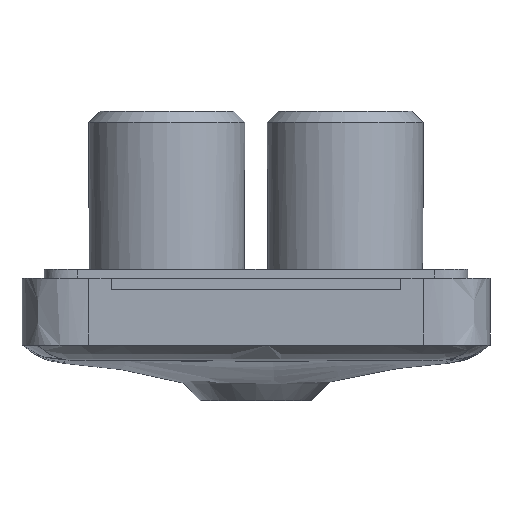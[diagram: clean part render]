
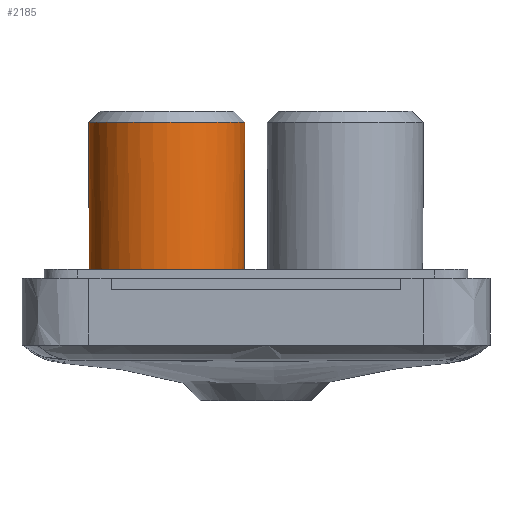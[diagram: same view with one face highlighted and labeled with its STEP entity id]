
A CAD part, left-side view. The second image highlights one B-rep face of the part: STEP entity #2185.
In plain terms, the highlighted cylindrical face has radius 0.35 mm (diameter 0.7 mm), a full revolution.
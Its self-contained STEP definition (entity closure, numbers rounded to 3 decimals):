
#124=LINE('',#4590,#318);
#125=LINE('',#4594,#319);
#126=LINE('',#4598,#320);
#127=LINE('',#4602,#321);
#318=VECTOR('',#2498,0.35);
#319=VECTOR('',#2501,10.);
#320=VECTOR('',#2504,10.);
#321=VECTOR('',#2507,10.);
#512=CYLINDRICAL_SURFACE('',#2341,0.35);
#539=FACE_OUTER_BOUND('',#666,.T.);
#666=EDGE_LOOP('',(#1505,#1506,#1507,#1508,#1509,#1510,#1511,#1512,#1513,
#1514,#1515,#1516));
#798=B_SPLINE_CURVE_WITH_KNOTS('',3,(#4606,#4607,#4608,#4609,#4610,#4611),
 .UNSPECIFIED.,.F.,.F.,(4,2,4),(-0.004,-0.002,0.),.UNSPECIFIED.);
#880=CIRCLE('',#2342,0.35);
#881=CIRCLE('',#2343,0.35);
#882=CIRCLE('',#2344,0.35);
#883=CIRCLE('',#2345,0.35);
#884=CIRCLE('',#2346,0.35);
#885=CIRCLE('',#2347,0.35);
#931=VERTEX_POINT('',#4587);
#932=VERTEX_POINT('',#4589);
#933=VERTEX_POINT('',#4591);
#934=VERTEX_POINT('',#4593);
#935=VERTEX_POINT('',#4595);
#936=VERTEX_POINT('',#4597);
#937=VERTEX_POINT('',#4599);
#938=VERTEX_POINT('',#4601);
#939=VERTEX_POINT('',#4603);
#940=VERTEX_POINT('',#4605);
#1158=EDGE_CURVE('',#931,#931,#880,.T.);
#1159=EDGE_CURVE('',#931,#932,#124,.T.);
#1160=EDGE_CURVE('',#933,#932,#881,.T.);
#1161=EDGE_CURVE('',#934,#933,#125,.T.);
#1162=EDGE_CURVE('',#935,#934,#882,.T.);
#1163=EDGE_CURVE('',#936,#935,#126,.T.);
#1164=EDGE_CURVE('',#937,#936,#883,.T.);
#1165=EDGE_CURVE('',#938,#937,#127,.T.);
#1166=EDGE_CURVE('',#939,#938,#884,.T.);
#1167=EDGE_CURVE('',#940,#939,#798,.T.);
#1168=EDGE_CURVE('',#932,#940,#885,.T.);
#1505=ORIENTED_EDGE('',*,*,#1158,.F.);
#1506=ORIENTED_EDGE('',*,*,#1159,.T.);
#1507=ORIENTED_EDGE('',*,*,#1160,.F.);
#1508=ORIENTED_EDGE('',*,*,#1161,.F.);
#1509=ORIENTED_EDGE('',*,*,#1162,.F.);
#1510=ORIENTED_EDGE('',*,*,#1163,.F.);
#1511=ORIENTED_EDGE('',*,*,#1164,.F.);
#1512=ORIENTED_EDGE('',*,*,#1165,.F.);
#1513=ORIENTED_EDGE('',*,*,#1166,.F.);
#1514=ORIENTED_EDGE('',*,*,#1167,.F.);
#1515=ORIENTED_EDGE('',*,*,#1168,.F.);
#1516=ORIENTED_EDGE('',*,*,#1159,.F.);
#2185=ADVANCED_FACE('',(#539),#512,.T.);
#2341=AXIS2_PLACEMENT_3D('',#4586,#2494,#2495);
#2342=AXIS2_PLACEMENT_3D('',#4588,#2496,#2497);
#2343=AXIS2_PLACEMENT_3D('',#4592,#2499,#2500);
#2344=AXIS2_PLACEMENT_3D('',#4596,#2502,#2503);
#2345=AXIS2_PLACEMENT_3D('',#4600,#2505,#2506);
#2346=AXIS2_PLACEMENT_3D('',#4604,#2508,#2509);
#2347=AXIS2_PLACEMENT_3D('',#4612,#2510,#2511);
#2494=DIRECTION('center_axis',(0.,0.,1.));
#2495=DIRECTION('ref_axis',(1.,0.,0.));
#2496=DIRECTION('center_axis',(0.,0.,1.));
#2497=DIRECTION('ref_axis',(1.,0.,0.));
#2498=DIRECTION('',(0.,0.,-1.));
#2499=DIRECTION('center_axis',(0.,0.,-1.));
#2500=DIRECTION('ref_axis',(1.,0.,0.));
#2501=DIRECTION('',(0.,0.,1.));
#2502=DIRECTION('center_axis',(0.,0.,-1.));
#2503=DIRECTION('ref_axis',(1.,0.,0.));
#2504=DIRECTION('',(0.,0.,-1.));
#2505=DIRECTION('center_axis',(0.,0.,-1.));
#2506=DIRECTION('ref_axis',(1.,0.,0.));
#2507=DIRECTION('',(0.,0.,1.));
#2508=DIRECTION('center_axis',(0.,0.,-1.));
#2509=DIRECTION('ref_axis',(1.,0.,0.));
#2510=DIRECTION('center_axis',(0.,0.,-1.));
#2511=DIRECTION('ref_axis',(1.,0.,0.));
#4586=CARTESIAN_POINT('Origin',(-0.7,0.4,0.));
#4587=CARTESIAN_POINT('',(-1.05,0.4,0.7));
#4588=CARTESIAN_POINT('Origin',(-0.7,0.4,0.7));
#4589=CARTESIAN_POINT('',(-1.05,0.4,0.04));
#4590=CARTESIAN_POINT('',(-1.05,0.4,0.));
#4591=CARTESIAN_POINT('',(-0.671,0.051,0.04));
#4592=CARTESIAN_POINT('Origin',(-0.7,0.4,0.04));
#4593=CARTESIAN_POINT('',(-0.671,0.051,0.));
#4594=CARTESIAN_POINT('',(-0.671,0.051,0.));
#4595=CARTESIAN_POINT('',(-0.355,0.339,0.));
#4596=CARTESIAN_POINT('Origin',(-0.7,0.4,0.));
#4597=CARTESIAN_POINT('',(-0.355,0.339,0.04));
#4598=CARTESIAN_POINT('',(-0.355,0.339,0.));
#4599=CARTESIAN_POINT('',(-0.395,0.571,0.04));
#4600=CARTESIAN_POINT('Origin',(-0.7,0.4,0.04));
#4601=CARTESIAN_POINT('',(-0.395,0.571,0.));
#4602=CARTESIAN_POINT('',(-0.395,0.571,0.));
#4603=CARTESIAN_POINT('',(-0.728,0.749,0.));
#4604=CARTESIAN_POINT('Origin',(-0.7,0.4,0.));
#4605=CARTESIAN_POINT('',(-0.728,0.749,0.04));
#4606=CARTESIAN_POINT('Ctrl Pts',(-0.728,0.749,
0.04));
#4607=CARTESIAN_POINT('Ctrl Pts',(-0.728,0.749,
0.033));
#4608=CARTESIAN_POINT('Ctrl Pts',(-0.728,0.749,
0.027));
#4609=CARTESIAN_POINT('Ctrl Pts',(-0.728,0.749,
0.013));
#4610=CARTESIAN_POINT('Ctrl Pts',(-0.728,0.749,
0.007));
#4611=CARTESIAN_POINT('Ctrl Pts',(-0.728,0.749,
0.));
#4612=CARTESIAN_POINT('Origin',(-0.7,0.4,0.04));
